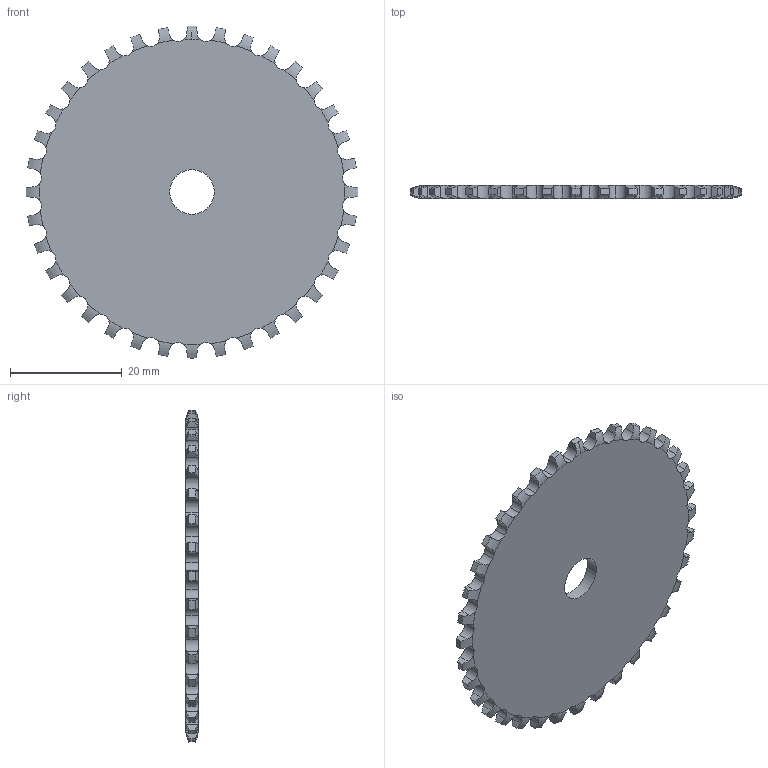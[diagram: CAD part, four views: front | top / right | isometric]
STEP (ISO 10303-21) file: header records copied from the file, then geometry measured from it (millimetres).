
FILE_DESCRIPTION(('FreeCAD Model'),'2;1');
FILE_NAME('Open CASCADE Shape Model','2021-12-27T16:42:10',('FreeCAD'),( 'FreeCAD'),'Open CASCADE STEP processor 7.4','FreeCAD','Unknown');
FILE_SCHEMA(('AUTOMOTIVE_DESIGN { 1 0 10303 214 1 1 1 1 }'));
Length unit declared in the file: millimetre
Products named in the file (1): Open CASCADE STEP translator 7.4 115
Bounding box: 59.5 x 2.3 x 59.5 mm (x, y, z)
Volume: 5597.4 mm3; surface area: 5575.6 mm2
Topology: 1 solids, 1 shells, 329 faces, 981 edges, 654 vertices
Faces by surface type: cylinder 181, plane 74, revolution 74
Full cylindrical faces by diameter (mm): 8 x1
Entity records: 34011 total; most frequent: CARTESIAN_POINT 15899, DIRECTION 2998, ORIENTED_EDGE 1962, PCURVE 1962, DEFINITIONAL_REPRESENTATION 1962, LINE 1563, VECTOR 1563, EDGE_CURVE 981
